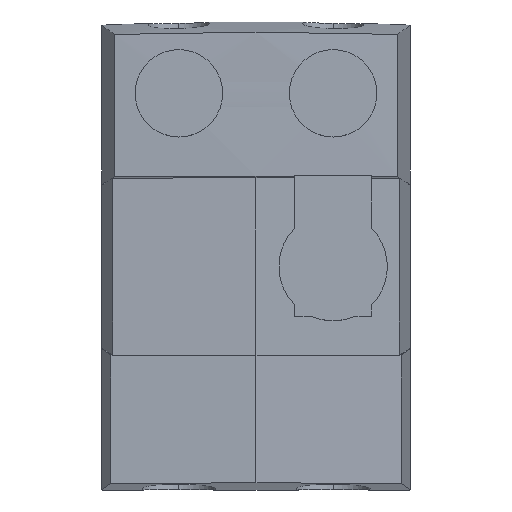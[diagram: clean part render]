
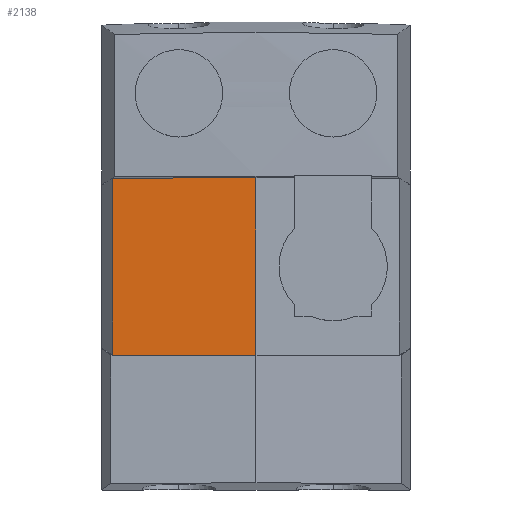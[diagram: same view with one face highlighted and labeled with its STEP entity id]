
A CAD part, top view. The second image highlights one B-rep face of the part: STEP entity #2138.
In plain terms, the highlighted cylindrical face has radius 2500 mm (diameter 5000 mm), a partial arc.
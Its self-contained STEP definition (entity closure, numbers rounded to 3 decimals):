
#26 = DIRECTION ( 'NONE',  ( 0., 0., 1. ) ) ;
#126 = ORIENTED_EDGE ( 'NONE', *, *, #3945, .F. ) ;
#170 = EDGE_CURVE ( 'NONE', #3807, #4462, #1015, .T. ) ;
#413 = CARTESIAN_POINT ( 'NONE',  ( 0., -72.116, 92.182 ) ) ;
#519 = EDGE_LOOP ( 'NONE', ( #5015, #757, #4999, #126 ) ) ;
#757 = ORIENTED_EDGE ( 'NONE', *, *, #3217, .T. ) ;
#833 = DIRECTION ( 'NONE',  ( 0., 1., 0. ) ) ;
#1015 = B_SPLINE_CURVE_WITH_KNOTS ( 'NONE', 3,
 ( #1868, #5169, #4647, #3515 ),
 .UNSPECIFIED., .F., .F.,
 ( 4, 4 ),
 ( 0.014, 0.13 ),
 .UNSPECIFIED. ) ;
#1073 = DIRECTION ( 'NONE',  ( 0., 1., 0. ) ) ;
#1442 = CARTESIAN_POINT ( 'NONE',  ( -116.333, -71.751, 89.474 ) ) ;
#1482 = AXIS2_PLACEMENT_3D ( 'NONE', #3796, #833, #26 ) ;
#1725 = CARTESIAN_POINT ( 'NONE',  ( -96.977, -71.872, 90.376 ) ) ;
#1751 = CYLINDRICAL_SURFACE ( 'NONE', #1482, 2500. ) ;
#1866 = B_SPLINE_CURVE_WITH_KNOTS ( 'NONE', 3,
 ( #413, #4673, #2114, #1725, #2526 ),
 .UNSPECIFIED., .F., .F.,
 ( 4, 1, 4 ),
 ( 9.558, 9.616, 9.674 ),
 .UNSPECIFIED. ) ;
#1868 = CARTESIAN_POINT ( 'NONE',  ( -116.333, 71.751, 89.474 ) ) ;
#2020 = VECTOR ( 'NONE', #3509, 1000. ) ;
#2114 = CARTESIAN_POINT ( 'NONE',  ( -58.233, -72.055, 91.729 ) ) ;
#2138 = ADVANCED_FACE ( 'NONE', ( #4651 ), #1751, .T. ) ;
#2142 = EDGE_CURVE ( 'NONE', #2849, #3495, #1866, .T. ) ;
#2526 = CARTESIAN_POINT ( 'NONE',  ( -116.333, -71.751, 89.474 ) ) ;
#2849 = VERTEX_POINT ( 'NONE', #3443 ) ;
#2881 = CARTESIAN_POINT ( 'NONE',  ( 0., 72.116, 92.182 ) ) ;
#3217 = EDGE_CURVE ( 'NONE', #2849, #4462, #3591, .T. ) ;
#3443 = CARTESIAN_POINT ( 'NONE',  ( 0., -72.116, 92.182 ) ) ;
#3495 = VERTEX_POINT ( 'NONE', #1442 ) ;
#3509 = DIRECTION ( 'NONE',  ( 0., 1., 0. ) ) ;
#3515 = CARTESIAN_POINT ( 'NONE',  ( 0., 72.116, 92.182 ) ) ;
#3591 = LINE ( 'NONE', #4369, #4115 ) ;
#3796 = CARTESIAN_POINT ( 'NONE',  ( 0., -80., -2407.818 ) ) ;
#3807 = VERTEX_POINT ( 'NONE', #3950 ) ;
#3945 = EDGE_CURVE ( 'NONE', #3495, #3807, #5347, .T. ) ;
#3950 = CARTESIAN_POINT ( 'NONE',  ( -116.333, 71.751, 89.474 ) ) ;
#4115 = VECTOR ( 'NONE', #1073, 1000. ) ;
#4320 = CARTESIAN_POINT ( 'NONE',  ( -116.333, -80., 89.474 ) ) ;
#4369 = CARTESIAN_POINT ( 'NONE',  ( 0., -80., 92.182 ) ) ;
#4462 = VERTEX_POINT ( 'NONE', #2881 ) ;
#4647 = CARTESIAN_POINT ( 'NONE',  ( -38.778, 72.116, 92.182 ) ) ;
#4651 = FACE_OUTER_BOUND ( 'NONE', #519, .T. ) ;
#4673 = CARTESIAN_POINT ( 'NONE',  ( -19.422, -72.116, 92.182 ) ) ;
#4999 = ORIENTED_EDGE ( 'NONE', *, *, #170, .F. ) ;
#5015 = ORIENTED_EDGE ( 'NONE', *, *, #2142, .F. ) ;
#5169 = CARTESIAN_POINT ( 'NONE',  ( -77.555, 71.994, 91.28 ) ) ;
#5347 = LINE ( 'NONE', #4320, #2020 ) ;
